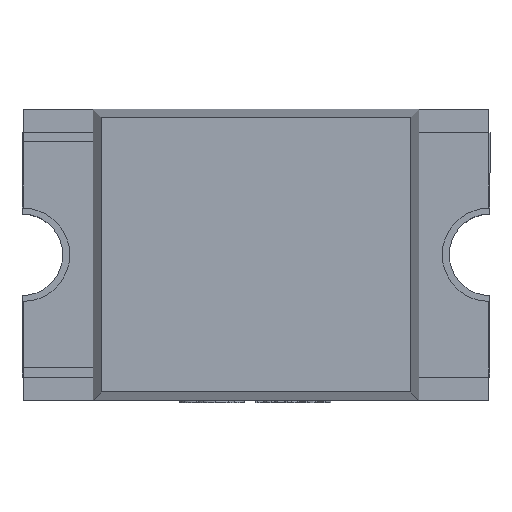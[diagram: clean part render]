
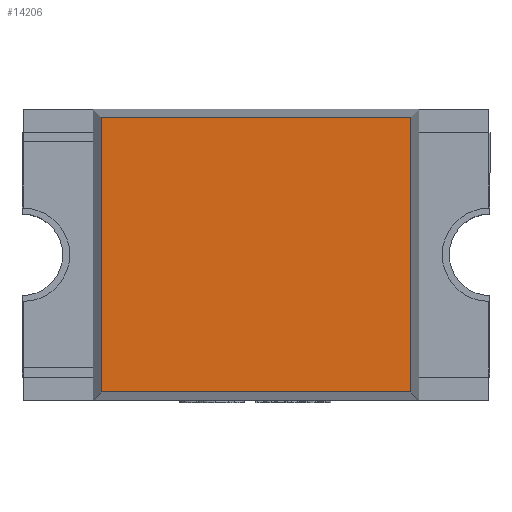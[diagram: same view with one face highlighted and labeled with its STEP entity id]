
A CAD part, top view. The second image highlights one B-rep face of the part: STEP entity #14206.
In plain terms, the highlighted planar face has unit normal (0, 0, 1).
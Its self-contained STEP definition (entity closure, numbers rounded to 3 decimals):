
#87 = CARTESIAN_POINT ( 'NONE',  ( -0.665, -0.59, 0.7 ) ) ;
#658 = CARTESIAN_POINT ( 'NONE',  ( 0.665, -0.59, 0.7 ) ) ;
#708 = ORIENTED_EDGE ( 'NONE', *, *, #845, .T. ) ;
#845 = EDGE_CURVE ( 'NONE', #6781, #12765, #5951, .T. ) ;
#1438 = CARTESIAN_POINT ( 'NONE',  ( -0.665, 0.59, 0.7 ) ) ;
#1626 = DIRECTION ( 'NONE',  ( 0., -1., 0. ) ) ;
#2095 = CARTESIAN_POINT ( 'NONE',  ( 0., 0., 0.7 ) ) ;
#2517 = LINE ( 'NONE', #5938, #4841 ) ;
#2956 = CARTESIAN_POINT ( 'NONE',  ( -0.665, 0.625, 0.7 ) ) ;
#2978 = VERTEX_POINT ( 'NONE', #87 ) ;
#3025 = VECTOR ( 'NONE', #15326, 1000. ) ;
#3189 = FACE_OUTER_BOUND ( 'NONE', #6872, .T. ) ;
#4547 = CARTESIAN_POINT ( 'NONE',  ( -0.7, 0.59, 0.7 ) ) ;
#4841 = VECTOR ( 'NONE', #10890, 1000. ) ;
#5538 = ORIENTED_EDGE ( 'NONE', *, *, #11015, .T. ) ;
#5590 = PLANE ( 'NONE',  #11569 ) ;
#5938 = CARTESIAN_POINT ( 'NONE',  ( -0.7, -0.59, 0.7 ) ) ;
#5951 = LINE ( 'NONE', #4547, #3025 ) ;
#6781 = VERTEX_POINT ( 'NONE', #13172 ) ;
#6872 = EDGE_LOOP ( 'NONE', ( #10341, #708, #7038, #5538 ) ) ;
#7016 = EDGE_CURVE ( 'NONE', #13261, #6781, #14651, .T. ) ;
#7038 = ORIENTED_EDGE ( 'NONE', *, *, #11378, .T. ) ;
#7900 = DIRECTION ( 'NONE',  ( 1., 0., 0. ) ) ;
#8464 = DIRECTION ( 'NONE',  ( 0., 1., 0. ) ) ;
#10005 = LINE ( 'NONE', #2956, #10556 ) ;
#10341 = ORIENTED_EDGE ( 'NONE', *, *, #7016, .T. ) ;
#10556 = VECTOR ( 'NONE', #1626, 1000. ) ;
#10890 = DIRECTION ( 'NONE',  ( 1., 0., 0. ) ) ;
#11015 = EDGE_CURVE ( 'NONE', #2978, #13261, #2517, .T. ) ;
#11378 = EDGE_CURVE ( 'NONE', #12765, #2978, #10005, .T. ) ;
#11567 = DIRECTION ( 'NONE',  ( 0., 0., 1. ) ) ;
#11569 = AXIS2_PLACEMENT_3D ( 'NONE', #2095, #11567, #7900 ) ;
#12200 = CARTESIAN_POINT ( 'NONE',  ( 0.665, 0.625, 0.7 ) ) ;
#12621 = VECTOR ( 'NONE', #8464, 1000. ) ;
#12765 = VERTEX_POINT ( 'NONE', #1438 ) ;
#13172 = CARTESIAN_POINT ( 'NONE',  ( 0.665, 0.59, 0.7 ) ) ;
#13261 = VERTEX_POINT ( 'NONE', #658 ) ;
#14206 = ADVANCED_FACE ( 'NONE', ( #3189 ), #5590, .T. ) ;
#14651 = LINE ( 'NONE', #12200, #12621 ) ;
#15326 = DIRECTION ( 'NONE',  ( -1., 0., 0. ) ) ;
